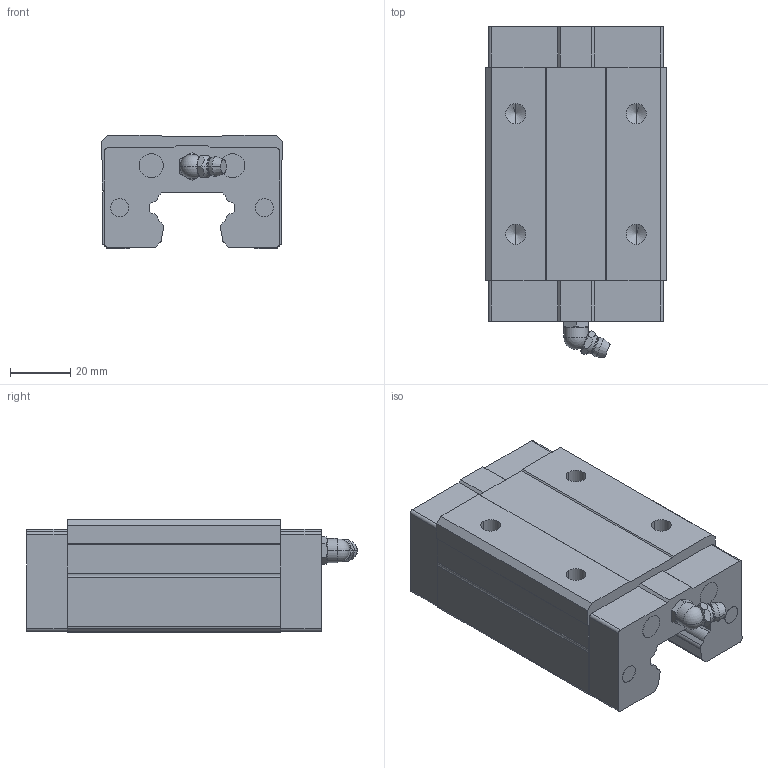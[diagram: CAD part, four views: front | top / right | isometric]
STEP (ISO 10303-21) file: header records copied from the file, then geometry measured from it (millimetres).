
FILE_DESCRIPTION (( 'STEP AP203' ), '1' );
FILE_NAME ('H30RSSG0.step', '2021-02-18T17:48:29', ( '' ), ( '' ), 'SwSTEP 2.0', 'SolidWorks 2019', '' );
FILE_SCHEMA (( 'CONFIG_CONTROL_DESIGN' ));
Length unit declared in the file: millimetre
Products named in the file (1): H30RSSG0
Bounding box: 60 x 109.8 x 37.5 mm (x, y, z)
Volume: 166757.7 mm3; surface area: 27739.8 mm2
Topology: 2 solids, 2 shells, 166 faces, 424 edges, 268 vertices
Faces by surface type: plane 81, cylinder 55, cone 20, torus 6, bspline 2, sphere 2
Entity records: 5577 total; most frequent: CARTESIAN_POINT 1489, DIRECTION 852, ORIENTED_EDGE 824, EDGE_CURVE 412, AXIS2_PLACEMENT_3D 303, VERTEX_POINT 266, VECTOR 246, LINE 246
